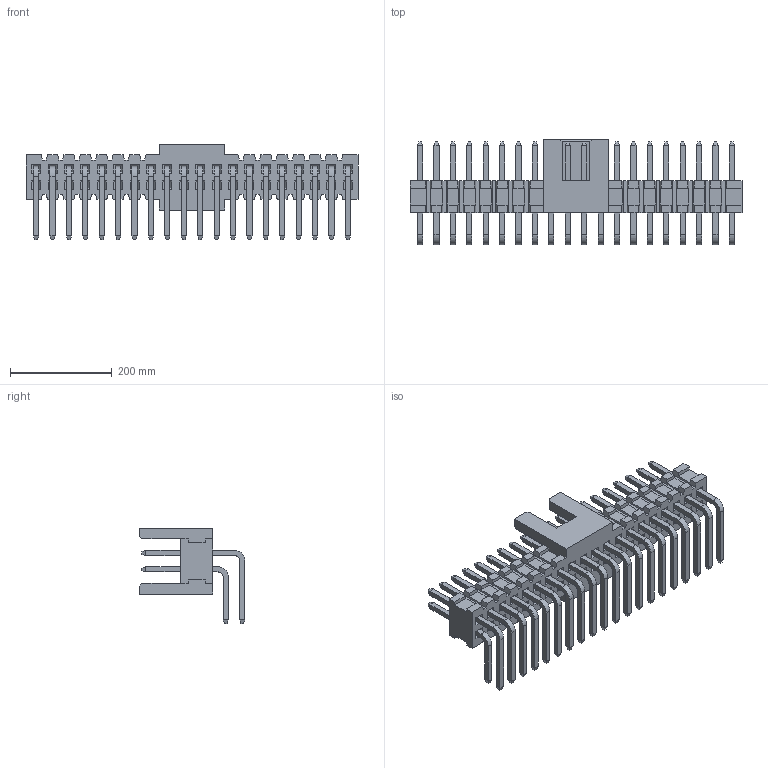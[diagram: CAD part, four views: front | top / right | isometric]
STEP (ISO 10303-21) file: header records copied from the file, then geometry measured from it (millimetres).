
FILE_DESCRIPTION( ('This file contains a STEP AP42 implementation' ,'as created by ZW3D STEP Interface translator.') ,'2;1' );
FILE_NAME( '3132-XXRXXBK00X1.stp' ,'231117.154756', (''), ('ZWCAD Software Co.'), 'Version 1.0', 'ZW3D to STEP translator', '' );
FILE_SCHEMA(('AUTOMOTIVE_DESIGN { 1 0 10303 214 1 1 1 1 }'));
Length unit declared in the file: millimetre
Products named in the file (2): 0; 3132-40RXXBK00X1
Bounding box: 652.78 x 207.52 x 187.96 mm (x, y, z)
Volume: 4881326.2 mm3; surface area: 678015.7 mm2
Topology: 1 solids, 1 shells, 1467 faces, 3829 edges, 2444 vertices
Faces by surface type: plane 1387, cylinder 80
Entity records: 57539 total; most frequent: CARTESIAN_POINT 26886, ORIENTED_EDGE 7658, EDGE_CURVE 3829, DIRECTION 3416, B_SPLINE_CURVE_WITH_KNOTS 3349, VERTEX_POINT 2444, EDGE_LOOP 1547, AXIS2_PLACEMENT_3D 1468
